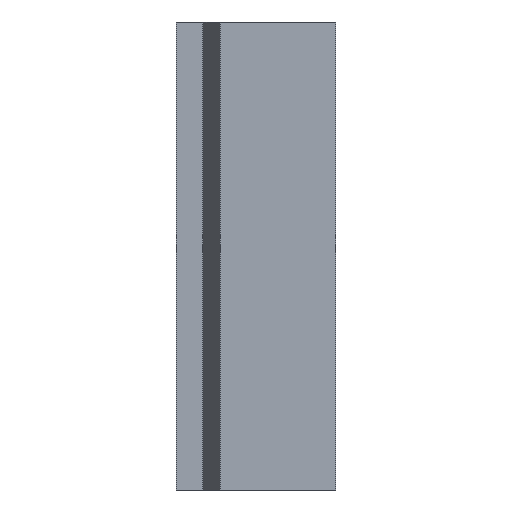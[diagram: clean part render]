
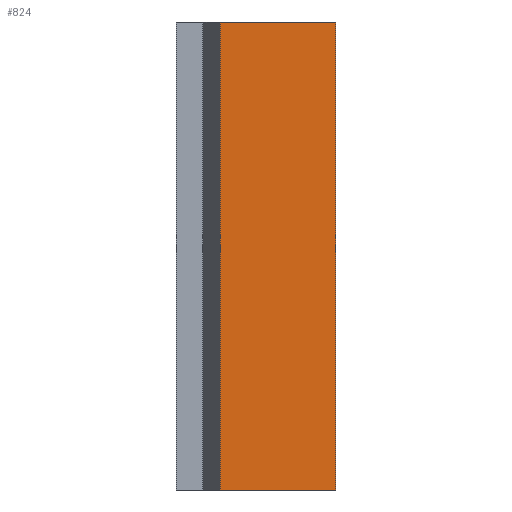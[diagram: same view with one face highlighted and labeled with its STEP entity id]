
A CAD part, left-side view. The second image highlights one B-rep face of the part: STEP entity #824.
In plain terms, the highlighted planar face has unit normal (-1, 0, 0).
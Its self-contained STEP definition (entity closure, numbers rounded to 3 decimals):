
#38=LINE('',#1294,#84);
#41=LINE('',#1300,#87);
#42=LINE('',#1302,#88);
#43=LINE('',#1304,#89);
#84=VECTOR('',#998,1000.);
#87=VECTOR('',#1003,1000.);
#88=VECTOR('',#1004,1000.);
#89=VECTOR('',#1005,1000.);
#130=PLANE('',#891);
#162=ORIENTED_EDGE('',*,*,#360,.T.);
#163=ORIENTED_EDGE('',*,*,#361,.F.);
#164=ORIENTED_EDGE('',*,*,#362,.F.);
#165=ORIENTED_EDGE('',*,*,#357,.T.);
#357=EDGE_CURVE('',#457,#456,#38,.T.);
#360=EDGE_CURVE('',#456,#459,#41,.T.);
#361=EDGE_CURVE('',#460,#459,#42,.T.);
#362=EDGE_CURVE('',#457,#460,#43,.T.);
#456=VERTEX_POINT('',#1293);
#457=VERTEX_POINT('',#1295);
#459=VERTEX_POINT('',#1301);
#460=VERTEX_POINT('',#1303);
#586=EDGE_LOOP('',(#162,#163,#164,#165));
#694=FACE_BOUND('',#586,.T.);
#824=ADVANCED_FACE('',(#694),#130,.F.);
#891=AXIS2_PLACEMENT_3D('',#1299,#1001,#1002);
#998=DIRECTION('',(0.,0.,-1.));
#1001=DIRECTION('',(1.,0.,0.));
#1002=DIRECTION('',(0.,0.,-1.));
#1003=DIRECTION('',(0.,-1.,0.));
#1004=DIRECTION('',(0.,0.,-1.));
#1005=DIRECTION('',(0.,-1.,0.));
#1293=CARTESIAN_POINT('',(-29.5,16.985,0.));
#1294=CARTESIAN_POINT('',(-29.5,16.985,69.));
#1295=CARTESIAN_POINT('',(-29.5,16.985,69.));
#1299=CARTESIAN_POINT('',(-29.5,16.985,69.));
#1300=CARTESIAN_POINT('',(-29.5,16.985,0.));
#1301=CARTESIAN_POINT('',(-29.5,0.,0.));
#1302=CARTESIAN_POINT('',(-29.5,0.,69.));
#1303=CARTESIAN_POINT('',(-29.5,0.,69.));
#1304=CARTESIAN_POINT('',(-29.5,16.985,69.));
